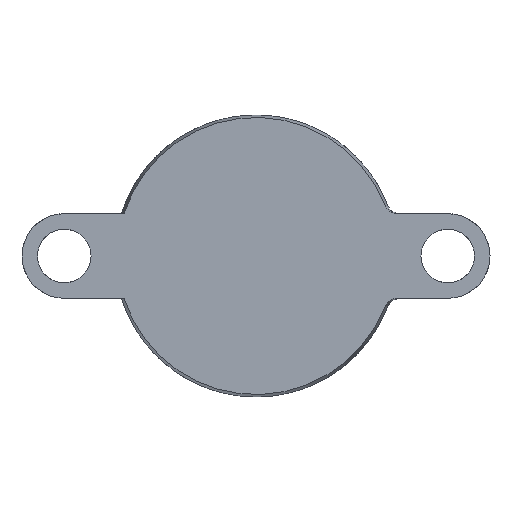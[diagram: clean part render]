
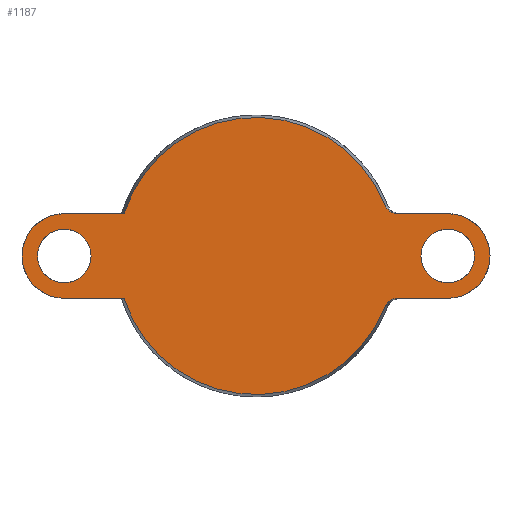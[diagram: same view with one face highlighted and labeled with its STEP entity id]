
A CAD part, front view. The second image highlights one B-rep face of the part: STEP entity #1187.
In plain terms, the highlighted planar face has unit normal (0, -1, 0).
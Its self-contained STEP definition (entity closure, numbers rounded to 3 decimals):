
#2 = ORIENTED_EDGE ( 'NONE', *, *, #1213, .F. ) ;
#25 = ORIENTED_EDGE ( 'NONE', *, *, #497, .F. ) ;
#37 = CARTESIAN_POINT ( 'NONE',  ( 50.366, 0., 15. ) ) ;
#49 = CARTESIAN_POINT ( 'NONE',  ( 68., 0., 9.5 ) ) ;
#60 = CIRCLE ( 'NONE', #258, 15. ) ;
#70 = CARTESIAN_POINT ( 'NONE',  ( 47.122, 0., 16.157 ) ) ;
#86 = CARTESIAN_POINT ( 'NONE',  ( 45.66, 0., -18.169 ) ) ;
#94 = ORIENTED_EDGE ( 'NONE', *, *, #523, .F. ) ;
#98 = CIRCLE ( 'NONE', #1000, 49.143 ) ;
#102 = DIRECTION ( 'NONE',  ( 0., 0., 1. ) ) ;
#103 = EDGE_CURVE ( 'NONE', #150, #1061, #833, .T. ) ;
#115 = ORIENTED_EDGE ( 'NONE', *, *, #603, .T. ) ;
#141 = ORIENTED_EDGE ( 'NONE', *, *, #193, .T. ) ;
#142 = ORIENTED_EDGE ( 'NONE', *, *, #265, .T. ) ;
#150 = VERTEX_POINT ( 'NONE', #851 ) ;
#152 = CARTESIAN_POINT ( 'NONE',  ( 0., 0., 0. ) ) ;
#159 = ORIENTED_EDGE ( 'NONE', *, *, #1097, .T. ) ;
#167 = CARTESIAN_POINT ( 'NONE',  ( 47.738, 0., 15.721 ) ) ;
#175 = B_SPLINE_CURVE_WITH_KNOTS ( 'NONE', 3,
 ( #789, #1008, #268, #1272, #1188, #177, #476, #569, #690, #980, #882, #886, #796, #1178, #992, #279 ),
 .UNSPECIFIED., .F., .F.,
 ( 4, 2, 2, 2, 2, 2, 2, 4 ),
 ( 0., 0.001, 0.002, 0.003, 0.004, 0.004, 0.005, 0.006 ),
 .UNSPECIFIED. ) ;
#177 = CARTESIAN_POINT ( 'NONE',  ( 47.118, 0., -16.16 ) ) ;
#180 = CIRCLE ( 'NONE', #1211, 9.5 ) ;
#183 = EDGE_CURVE ( 'NONE', #1036, #1024, #511, .T. ) ;
#186 = DIRECTION ( 'NONE',  ( 0., -1., 0. ) ) ;
#191 = CARTESIAN_POINT ( 'NONE',  ( -68., 0., 15. ) ) ;
#193 = EDGE_CURVE ( 'NONE', #1061, #950, #60, .T. ) ;
#199 = VECTOR ( 'NONE', #486, 1000. ) ;
#226 = ORIENTED_EDGE ( 'NONE', *, *, #103, .T. ) ;
#234 = CARTESIAN_POINT ( 'NONE',  ( 47.955, 0., 15.598 ) ) ;
#241 = CARTESIAN_POINT ( 'NONE',  ( -68., 0., 9.5 ) ) ;
#248 = DIRECTION ( 'NONE',  ( 0., 1., 0. ) ) ;
#253 = CARTESIAN_POINT ( 'NONE',  ( 46.58, 0., 16.677 ) ) ;
#255 = CARTESIAN_POINT ( 'NONE',  ( 68., 0., 0. ) ) ;
#258 = AXIS2_PLACEMENT_3D ( 'NONE', #543, #1257, #1163 ) ;
#264 = CARTESIAN_POINT ( 'NONE',  ( 15., 0., 15. ) ) ;
#265 = EDGE_CURVE ( 'NONE', #308, #150, #98, .T. ) ;
#268 = CARTESIAN_POINT ( 'NONE',  ( 46.1, 0., -17.269 ) ) ;
#279 = CARTESIAN_POINT ( 'NONE',  ( 50.366, 0., -15. ) ) ;
#304 = CARTESIAN_POINT ( 'NONE',  ( -49.143, 0., 0. ) ) ;
#308 = VERTEX_POINT ( 'NONE', #456 ) ;
#312 = PLANE ( 'NONE',  #918 ) ;
#322 = CIRCLE ( 'NONE', #724, 9.5 ) ;
#325 = VECTOR ( 'NONE', #909, 1000. ) ;
#359 = VERTEX_POINT ( 'NONE', #709 ) ;
#362 = CARTESIAN_POINT ( 'NONE',  ( 45.848, 0., 17.699 ) ) ;
#369 = CARTESIAN_POINT ( 'NONE',  ( 68., 0., 0. ) ) ;
#389 = VERTEX_POINT ( 'NONE', #1109 ) ;
#396 = DIRECTION ( 'NONE',  ( 0., -1., 0. ) ) ;
#427 = EDGE_CURVE ( 'NONE', #950, #1036, #915, .T. ) ;
#435 = CARTESIAN_POINT ( 'NONE',  ( 48.407, 0., 15.384 ) ) ;
#437 = DIRECTION ( 'NONE',  ( -1., 0., 0. ) ) ;
#445 = DIRECTION ( 'NONE',  ( 0., 1., 0. ) ) ;
#450 = DIRECTION ( 'NONE',  ( 0., 0., -1. ) ) ;
#451 = VERTEX_POINT ( 'NONE', #241 ) ;
#452 = CARTESIAN_POINT ( 'NONE',  ( 47.322, 0., 16. ) ) ;
#456 = CARTESIAN_POINT ( 'NONE',  ( 45.66, 0., 18.169 ) ) ;
#461 = VERTEX_POINT ( 'NONE', #694 ) ;
#476 = CARTESIAN_POINT ( 'NONE',  ( 47.314, 0., -16.005 ) ) ;
#486 = DIRECTION ( 'NONE',  ( 1., 0., 0. ) ) ;
#497 = EDGE_CURVE ( 'NONE', #451, #451, #180, .T. ) ;
#502 = DIRECTION ( 'NONE',  ( 0., 0., 1. ) ) ;
#507 = VERTEX_POINT ( 'NONE', #895 ) ;
#511 = CIRCLE ( 'NONE', #1249, 49.143 ) ;
#522 = DIRECTION ( 'NONE',  ( 0., 0., 1. ) ) ;
#523 = EDGE_CURVE ( 'NONE', #507, #461, #1173, .T. ) ;
#534 = CARTESIAN_POINT ( 'NONE',  ( 49.366, 0., 15.074 ) ) ;
#535 = CIRCLE ( 'NONE', #854, 15. ) ;
#543 = CARTESIAN_POINT ( 'NONE',  ( -68., 0., 0. ) ) ;
#549 = EDGE_CURVE ( 'NONE', #461, #359, #535, .T. ) ;
#569 = CARTESIAN_POINT ( 'NONE',  ( 47.73, 0., -15.726 ) ) ;
#603 = EDGE_CURVE ( 'NONE', #863, #863, #322, .T. ) ;
#633 = FACE_BOUND ( 'NONE', #913, .T. ) ;
#646 = CARTESIAN_POINT ( 'NONE',  ( -68., 0., -15. ) ) ;
#659 = CARTESIAN_POINT ( 'NONE',  ( 45.66, 0., 18.169 ) ) ;
#662 = ORIENTED_EDGE ( 'NONE', *, *, #183, .T. ) ;
#666 = DIRECTION ( 'NONE',  ( 0., 0., -1. ) ) ;
#690 = CARTESIAN_POINT ( 'NONE',  ( 47.952, 0., -15.6 ) ) ;
#694 = CARTESIAN_POINT ( 'NONE',  ( 68., 0., 15. ) ) ;
#706 = FACE_OUTER_BOUND ( 'NONE', #969, .T. ) ;
#709 = CARTESIAN_POINT ( 'NONE',  ( 68., 0., -15. ) ) ;
#711 = CARTESIAN_POINT ( 'NONE',  ( 15., 0., -15. ) ) ;
#716 = DIRECTION ( 'NONE',  ( 0., 1., 0. ) ) ;
#724 = AXIS2_PLACEMENT_3D ( 'NONE', #255, #248, #522 ) ;
#733 = CARTESIAN_POINT ( 'NONE',  ( 49.86, 0., 15. ) ) ;
#745 = CARTESIAN_POINT ( 'NONE',  ( 46.108, 0., 17.258 ) ) ;
#789 = CARTESIAN_POINT ( 'NONE',  ( 45.66, 0., -18.169 ) ) ;
#796 = CARTESIAN_POINT ( 'NONE',  ( 49.363, 0., -15.093 ) ) ;
#817 = B_SPLINE_CURVE_WITH_KNOTS ( 'NONE', 3,
 ( #37, #733, #534, #943, #435, #234, #167, #452, #70, #842, #253, #745, #362, #659 ),
 .UNSPECIFIED., .F., .F.,
 ( 4, 2, 2, 2, 2, 2, 4 ),
 ( 0., 0.001, 0.002, 0.003, 0.004, 0.004, 0.006 ),
 .UNSPECIFIED. ) ;
#828 = FACE_BOUND ( 'NONE', #1074, .T. ) ;
#833 = LINE ( 'NONE', #947, #1209 ) ;
#842 = CARTESIAN_POINT ( 'NONE',  ( 46.751, 0., 16.495 ) ) ;
#851 = CARTESIAN_POINT ( 'NONE',  ( -46.797, 0., 15. ) ) ;
#854 = AXIS2_PLACEMENT_3D ( 'NONE', #369, #445, #962 ) ;
#863 = VERTEX_POINT ( 'NONE', #49 ) ;
#882 = CARTESIAN_POINT ( 'NONE',  ( 48.637, 0., -15.295 ) ) ;
#886 = CARTESIAN_POINT ( 'NONE',  ( 49.116, 0., -15.149 ) ) ;
#895 = CARTESIAN_POINT ( 'NONE',  ( 50.366, 0., 15. ) ) ;
#902 = EDGE_CURVE ( 'NONE', #507, #308, #817, .T. ) ;
#909 = DIRECTION ( 'NONE',  ( -1., 0., 0. ) ) ;
#913 = EDGE_LOOP ( 'NONE', ( #115 ) ) ;
#915 = LINE ( 'NONE', #1293, #199 ) ;
#918 = AXIS2_PLACEMENT_3D ( 'NONE', #304, #716, #502 ) ;
#924 = ORIENTED_EDGE ( 'NONE', *, *, #549, .F. ) ;
#943 = CARTESIAN_POINT ( 'NONE',  ( 48.644, 0., 15.292 ) ) ;
#947 = CARTESIAN_POINT ( 'NONE',  ( -15., 0., 15. ) ) ;
#950 = VERTEX_POINT ( 'NONE', #646 ) ;
#962 = DIRECTION ( 'NONE',  ( 0., 0., -1. ) ) ;
#969 = EDGE_LOOP ( 'NONE', ( #94, #1221, #142, #226, #141, #1067, #662, #159, #2, #924 ) ) ;
#980 = CARTESIAN_POINT ( 'NONE',  ( 48.405, 0., -15.385 ) ) ;
#992 = CARTESIAN_POINT ( 'NONE',  ( 50.113, 0., -15. ) ) ;
#1000 = AXIS2_PLACEMENT_3D ( 'NONE', #1282, #186, #666 ) ;
#1004 = CARTESIAN_POINT ( 'NONE',  ( -68., 0., 0. ) ) ;
#1008 = CARTESIAN_POINT ( 'NONE',  ( 45.848, 0., -17.699 ) ) ;
#1024 = VERTEX_POINT ( 'NONE', #86 ) ;
#1036 = VERTEX_POINT ( 'NONE', #1279 ) ;
#1061 = VERTEX_POINT ( 'NONE', #191 ) ;
#1067 = ORIENTED_EDGE ( 'NONE', *, *, #427, .T. ) ;
#1074 = EDGE_LOOP ( 'NONE', ( #25 ) ) ;
#1089 = VECTOR ( 'NONE', #1167, 1000. ) ;
#1097 = EDGE_CURVE ( 'NONE', #1024, #389, #175, .T. ) ;
#1109 = CARTESIAN_POINT ( 'NONE',  ( 50.366, 0., -15. ) ) ;
#1113 = LINE ( 'NONE', #711, #325 ) ;
#1156 = DIRECTION ( 'NONE',  ( 0., -1., 0. ) ) ;
#1163 = DIRECTION ( 'NONE',  ( 0., 0., -1. ) ) ;
#1167 = DIRECTION ( 'NONE',  ( 1., 0., 0. ) ) ;
#1173 = LINE ( 'NONE', #264, #1089 ) ;
#1178 = CARTESIAN_POINT ( 'NONE',  ( 49.862, 0., -15.019 ) ) ;
#1187 = ADVANCED_FACE ( 'NONE', ( #706, #633, #828 ), #312, .F. ) ;
#1188 = CARTESIAN_POINT ( 'NONE',  ( 46.749, 0., -16.497 ) ) ;
#1209 = VECTOR ( 'NONE', #437, 1000. ) ;
#1211 = AXIS2_PLACEMENT_3D ( 'NONE', #1004, #396, #102 ) ;
#1213 = EDGE_CURVE ( 'NONE', #359, #389, #1113, .T. ) ;
#1221 = ORIENTED_EDGE ( 'NONE', *, *, #902, .T. ) ;
#1249 = AXIS2_PLACEMENT_3D ( 'NONE', #152, #1156, #450 ) ;
#1257 = DIRECTION ( 'NONE',  ( 0., -1., 0. ) ) ;
#1272 = CARTESIAN_POINT ( 'NONE',  ( 46.575, 0., -16.681 ) ) ;
#1279 = CARTESIAN_POINT ( 'NONE',  ( -46.797, 0., -15. ) ) ;
#1282 = CARTESIAN_POINT ( 'NONE',  ( 0., 0., 0. ) ) ;
#1293 = CARTESIAN_POINT ( 'NONE',  ( -15., 0., -15. ) ) ;
